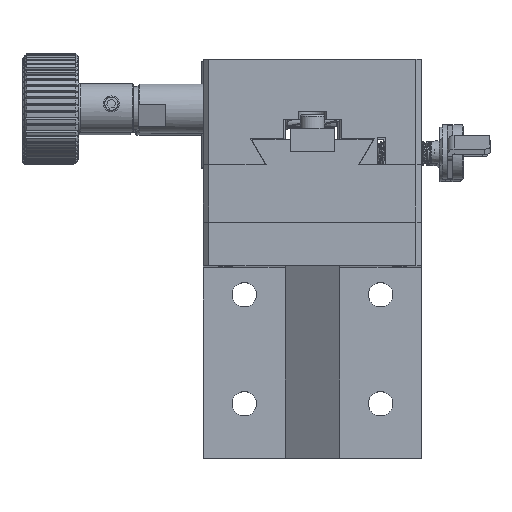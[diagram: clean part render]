
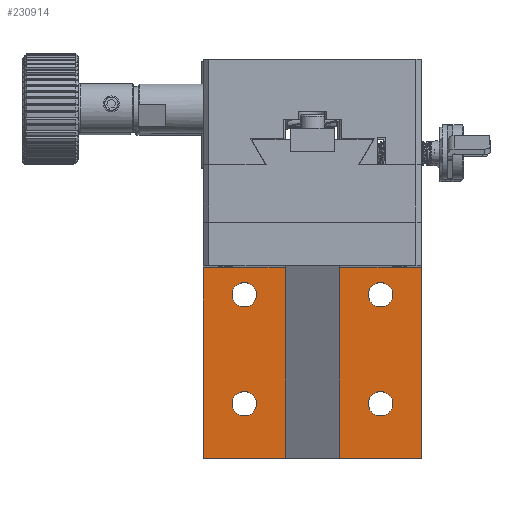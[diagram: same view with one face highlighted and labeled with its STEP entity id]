
A CAD part, top view. The second image highlights one B-rep face of the part: STEP entity #230914.
In plain terms, the highlighted planar face has unit normal (0, 0, 1).
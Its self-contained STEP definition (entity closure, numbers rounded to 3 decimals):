
#2825 = FACE_BOUND ( 'NONE', #225758, .T. ) ;
#3480 = DIRECTION ( 'NONE',  ( 0., 0., -1. ) ) ;
#4373 = FACE_BOUND ( 'NONE', #200814, .T. ) ;
#6153 = VERTEX_POINT ( 'NONE', #269818 ) ;
#13254 = AXIS2_PLACEMENT_3D ( 'NONE', #268492, #190588, #96933 ) ;
#15619 = AXIS2_PLACEMENT_3D ( 'NONE', #247184, #128629, #97512 ) ;
#17813 = CARTESIAN_POINT ( 'NONE',  ( 15.03, 3.412, -92. ) ) ;
#19331 = CARTESIAN_POINT ( 'NONE',  ( 15.03, 3.412, -92. ) ) ;
#20842 = DIRECTION ( 'NONE',  ( -1., 0., 0. ) ) ;
#31703 = DIRECTION ( 'NONE',  ( -1., 0., 0. ) ) ;
#32455 = VECTOR ( 'NONE', #20842, 1000. ) ;
#32613 = CARTESIAN_POINT ( 'NONE',  ( -16.97, -1.588, -92. ) ) ;
#35179 = LINE ( 'NONE', #111643, #167795 ) ;
#36086 = EDGE_LOOP ( 'NONE', ( #239318 ) ) ;
#37992 = VECTOR ( 'NONE', #307991, 1000. ) ;
#38191 = CARTESIAN_POINT ( 'NONE',  ( -24.97, 3.412, -92. ) ) ;
#39511 = CIRCLE ( 'NONE', #79403, 2.25 ) ;
#41456 = ORIENTED_EDGE ( 'NONE', *, *, #151132, .T. ) ;
#43096 = CARTESIAN_POINT ( 'NONE',  ( -17.47, -29.588, -92. ) ) ;
#47839 = EDGE_LOOP ( 'NONE', ( #189348 ) ) ;
#48064 = CARTESIAN_POINT ( 'NONE',  ( 15.03, -39.588, -92. ) ) ;
#48116 = ORIENTED_EDGE ( 'NONE', *, *, #169718, .T. ) ;
#50524 = DIRECTION ( 'NONE',  ( 0., 0., -1. ) ) ;
#63529 = CARTESIAN_POINT ( 'NONE',  ( -17.47, -9.588, -92. ) ) ;
#66192 = DIRECTION ( 'NONE',  ( 0., -1., 0. ) ) ;
#66495 = DIRECTION ( 'NONE',  ( -1., 0., 0. ) ) ;
#69644 = DIRECTION ( 'NONE',  ( -1., 0., 0. ) ) ;
#73948 = CARTESIAN_POINT ( 'NONE',  ( -4.97, -11.588, -92. ) ) ;
#79094 = VERTEX_POINT ( 'NONE', #171213 ) ;
#79403 = AXIS2_PLACEMENT_3D ( 'NONE', #128261, #3480, #246813 ) ;
#82529 = CARTESIAN_POINT ( 'NONE',  ( -19.22, -1.588, -92. ) ) ;
#86634 = EDGE_CURVE ( 'NONE', #90581, #90581, #39511, .T. ) ;
#86869 = DIRECTION ( 'NONE',  ( 0., 0., -1. ) ) ;
#88447 = ORIENTED_EDGE ( 'NONE', *, *, #292447, .T. ) ;
#90581 = VERTEX_POINT ( 'NONE', #277887 ) ;
#92788 = EDGE_CURVE ( 'NONE', #252936, #252936, #294783, .T. ) ;
#96478 = FACE_BOUND ( 'NONE', #36086, .T. ) ;
#96933 = DIRECTION ( 'NONE',  ( -1., 0., 0. ) ) ;
#97138 = ORIENTED_EDGE ( 'NONE', *, *, #171367, .T. ) ;
#97512 = DIRECTION ( 'NONE',  ( -1., 0., 0. ) ) ;
#103723 = AXIS2_PLACEMENT_3D ( 'NONE', #43096, #86869, #66495 ) ;
#107538 = EDGE_LOOP ( 'NONE', ( #216674 ) ) ;
#108820 = EDGE_LOOP ( 'NONE', ( #48116 ) ) ;
#111134 = VERTEX_POINT ( 'NONE', #48064 ) ;
#111643 = CARTESIAN_POINT ( 'NONE',  ( 15.03, -39.588, -92. ) ) ;
#117543 = EDGE_CURVE ( 'NONE', #143608, #143608, #299923, .T. ) ;
#118383 = PLANE ( 'NONE',  #189012 ) ;
#119903 = DIRECTION ( 'NONE',  ( 0., -1., 0. ) ) ;
#121445 = FACE_BOUND ( 'NONE', #273700, .T. ) ;
#123007 = CARTESIAN_POINT ( 'NONE',  ( 15.03, 3.412, -92. ) ) ;
#123420 = ORIENTED_EDGE ( 'NONE', *, *, #92788, .T. ) ;
#125280 = AXIS2_PLACEMENT_3D ( 'NONE', #32613, #269829, #127882 ) ;
#127882 = DIRECTION ( 'NONE',  ( -1., 0., 0. ) ) ;
#128261 = CARTESIAN_POINT ( 'NONE',  ( 7.53, -29.588, -92. ) ) ;
#128629 = DIRECTION ( 'NONE',  ( 0., 0., -1. ) ) ;
#131291 = CARTESIAN_POINT ( 'NONE',  ( -19.72, -9.588, -92. ) ) ;
#132160 = ORIENTED_EDGE ( 'NONE', *, *, #86634, .T. ) ;
#132487 = CARTESIAN_POINT ( 'NONE',  ( -7.22, -11.588, -92. ) ) ;
#132830 = CIRCLE ( 'NONE', #262227, 2.25 ) ;
#141879 = EDGE_CURVE ( 'NONE', #6153, #6153, #238265, .T. ) ;
#143608 = VERTEX_POINT ( 'NONE', #191938 ) ;
#147944 = VERTEX_POINT ( 'NONE', #223515 ) ;
#151132 = EDGE_CURVE ( 'NONE', #227647, #227647, #205006, .T. ) ;
#153029 = ORIENTED_EDGE ( 'NONE', *, *, #234094, .T. ) ;
#155391 = DIRECTION ( 'NONE',  ( 1., 0., 0. ) ) ;
#155860 = VERTEX_POINT ( 'NONE', #132487 ) ;
#159046 = CARTESIAN_POINT ( 'NONE',  ( -24.97, 3.412, -92. ) ) ;
#163654 = FACE_BOUND ( 'NONE', #107538, .T. ) ;
#165176 = FACE_BOUND ( 'NONE', #188491, .T. ) ;
#167795 = VECTOR ( 'NONE', #155391, 1000. ) ;
#168287 = FACE_BOUND ( 'NONE', #47839, .T. ) ;
#168931 = CARTESIAN_POINT ( 'NONE',  ( 15.03, 3.412, -92. ) ) ;
#169718 = EDGE_CURVE ( 'NONE', #155860, #155860, #132830, .T. ) ;
#171213 = CARTESIAN_POINT ( 'NONE',  ( 5.28, -9.588, -92. ) ) ;
#171367 = EDGE_CURVE ( 'NONE', #147944, #111134, #35179, .T. ) ;
#171625 = VERTEX_POINT ( 'NONE', #168931 ) ;
#173395 = ORIENTED_EDGE ( 'NONE', *, *, #217597, .T. ) ;
#174508 = VECTOR ( 'NONE', #66192, 1000. ) ;
#188491 = EDGE_LOOP ( 'NONE', ( #41456 ) ) ;
#189012 = AXIS2_PLACEMENT_3D ( 'NONE', #123007, #240019, #119903 ) ;
#189348 = ORIENTED_EDGE ( 'NONE', *, *, #117543, .T. ) ;
#189404 = LINE ( 'NONE', #17813, #37992 ) ;
#190588 = DIRECTION ( 'NONE',  ( 0., 0., -1. ) ) ;
#191938 = CARTESIAN_POINT ( 'NONE',  ( -7.22, -31.588, -92. ) ) ;
#200814 = EDGE_LOOP ( 'NONE', ( #267663 ) ) ;
#205006 = CIRCLE ( 'NONE', #125280, 2.25 ) ;
#205536 = DIRECTION ( 'NONE',  ( 0., 0., -1. ) ) ;
#210177 = AXIS2_PLACEMENT_3D ( 'NONE', #235122, #233607, #69644 ) ;
#216674 = ORIENTED_EDGE ( 'NONE', *, *, #242440, .T. ) ;
#217590 = CIRCLE ( 'NONE', #13254, 2.25 ) ;
#217597 = EDGE_CURVE ( 'NONE', #111134, #171625, #189404, .T. ) ;
#219038 = EDGE_CURVE ( 'NONE', #79094, #79094, #217590, .T. ) ;
#223515 = CARTESIAN_POINT ( 'NONE',  ( -24.97, -39.588, -92. ) ) ;
#225758 = EDGE_LOOP ( 'NONE', ( #132160 ) ) ;
#227647 = VERTEX_POINT ( 'NONE', #82529 ) ;
#228603 = LINE ( 'NONE', #38191, #174508 ) ;
#230914 = ADVANCED_FACE ( 'NONE', ( #283772, #168287, #236968, #163654, #165176, #4373, #2825, #96478, #121445 ), #118383, .T. ) ;
#233607 = DIRECTION ( 'NONE',  ( 0., 0., -1. ) ) ;
#234094 = EDGE_CURVE ( 'NONE', #280210, #147944, #228603, .T. ) ;
#235122 = CARTESIAN_POINT ( 'NONE',  ( -4.97, -31.588, -92. ) ) ;
#236968 = FACE_BOUND ( 'NONE', #108820, .T. ) ;
#238265 = CIRCLE ( 'NONE', #103723, 2.25 ) ;
#239318 = ORIENTED_EDGE ( 'NONE', *, *, #141879, .T. ) ;
#240019 = DIRECTION ( 'NONE',  ( 0., 0., 1. ) ) ;
#242440 = EDGE_CURVE ( 'NONE', #274052, #274052, #285413, .T. ) ;
#246813 = DIRECTION ( 'NONE',  ( -1., 0., 0. ) ) ;
#247184 = CARTESIAN_POINT ( 'NONE',  ( 7.03, -1.588, -92. ) ) ;
#250661 = CARTESIAN_POINT ( 'NONE',  ( 4.78, -1.588, -92. ) ) ;
#250826 = DIRECTION ( 'NONE',  ( -1., 0., 0. ) ) ;
#251689 = EDGE_LOOP ( 'NONE', ( #173395, #88447, #153029, #97138 ) ) ;
#251950 = LINE ( 'NONE', #19331, #32455 ) ;
#252936 = VERTEX_POINT ( 'NONE', #131291 ) ;
#262227 = AXIS2_PLACEMENT_3D ( 'NONE', #73948, #50524, #31703 ) ;
#267663 = ORIENTED_EDGE ( 'NONE', *, *, #219038, .T. ) ;
#268492 = CARTESIAN_POINT ( 'NONE',  ( 7.53, -9.588, -92. ) ) ;
#269818 = CARTESIAN_POINT ( 'NONE',  ( -19.72, -29.588, -92. ) ) ;
#269829 = DIRECTION ( 'NONE',  ( 0., 0., -1. ) ) ;
#273700 = EDGE_LOOP ( 'NONE', ( #123420 ) ) ;
#274052 = VERTEX_POINT ( 'NONE', #250661 ) ;
#277887 = CARTESIAN_POINT ( 'NONE',  ( 5.28, -29.588, -92. ) ) ;
#280210 = VERTEX_POINT ( 'NONE', #159046 ) ;
#283772 = FACE_OUTER_BOUND ( 'NONE', #251689, .T. ) ;
#285413 = CIRCLE ( 'NONE', #15619, 2.25 ) ;
#292447 = EDGE_CURVE ( 'NONE', #171625, #280210, #251950, .T. ) ;
#294783 = CIRCLE ( 'NONE', #299694, 2.25 ) ;
#299694 = AXIS2_PLACEMENT_3D ( 'NONE', #63529, #205536, #250826 ) ;
#299923 = CIRCLE ( 'NONE', #210177, 2.25 ) ;
#307991 = DIRECTION ( 'NONE',  ( 0., 1., 0. ) ) ;
